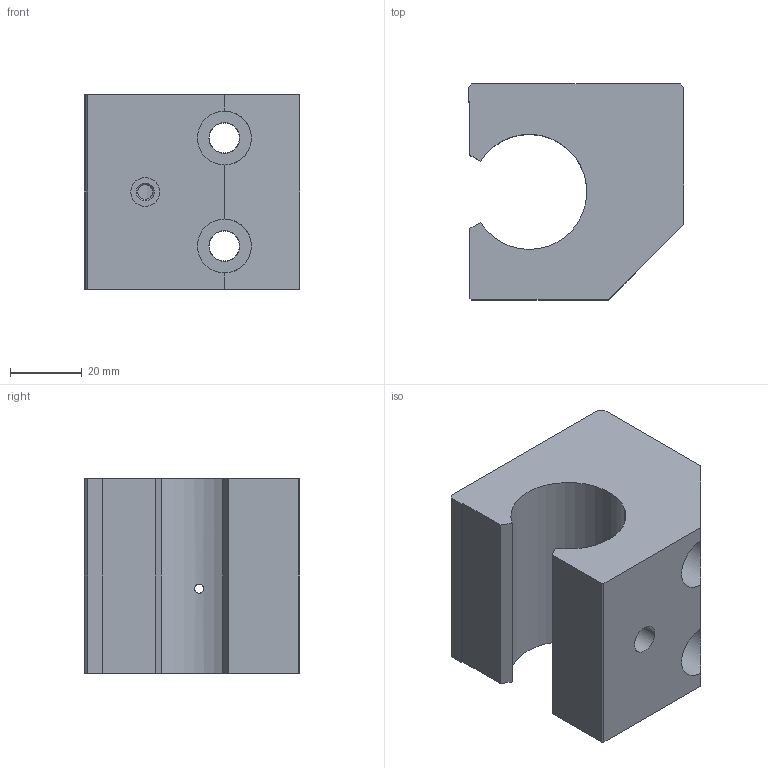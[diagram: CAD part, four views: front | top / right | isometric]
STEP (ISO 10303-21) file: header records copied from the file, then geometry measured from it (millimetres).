
FILE_DESCRIPTION( ( '' ), '1' );
FILE_NAME( 'ags_20_2_03.stp', '2008-04-10T05:13:55', ( '' ), ( '' ), ' ', ' ', ' ' );
FILE_SCHEMA( ( 'CONFIG_CONTROL_DESIGN' ) );
Length unit declared in the file: millimetre
Products named in the file (1): 1
Bounding box: 60 x 60 x 54 mm (x, y, z)
Volume: 124247.4 mm3; surface area: 25095.6 mm2
Topology: 1 solids, 1 shells, 51 faces, 127 edges, 82 vertices
Faces by surface type: cylinder 22, plane 21, cone 8
Entity records: 1681 total; most frequent: CARTESIAN_POINT 361, DIRECTION 279, ORIENTED_EDGE 254, EDGE_CURVE 127, AXIS2_PLACEMENT_3D 104, VERTEX_POINT 82, LINE 71, VECTOR 71
